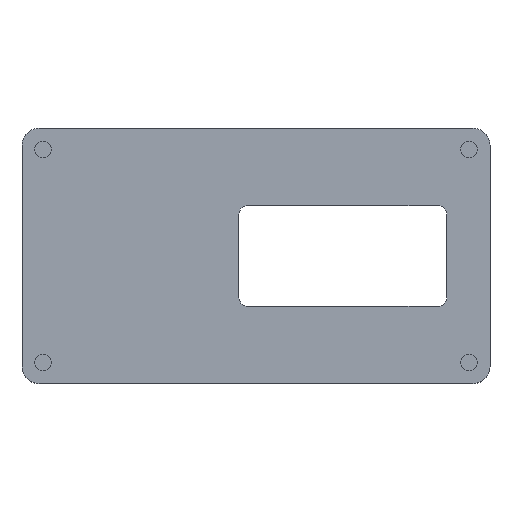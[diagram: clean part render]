
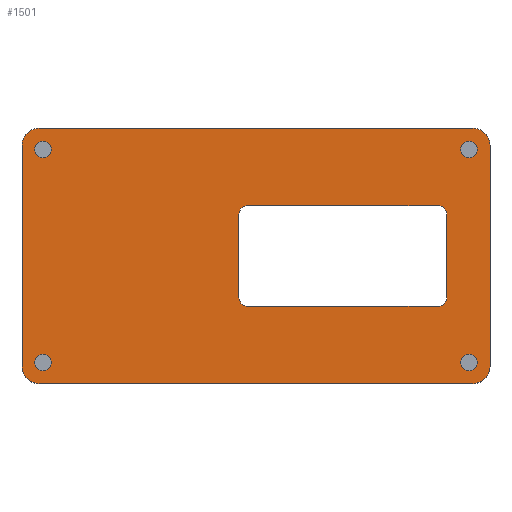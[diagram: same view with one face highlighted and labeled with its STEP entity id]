
A CAD part, top view. The second image highlights one B-rep face of the part: STEP entity #1501.
In plain terms, the highlighted planar face has unit normal (0, 0, 1).
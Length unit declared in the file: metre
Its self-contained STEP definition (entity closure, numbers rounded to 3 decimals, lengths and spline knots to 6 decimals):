
#73=CIRCLE('',#1618,0.000975);
#74=CIRCLE('',#1619,0.000975);
#75=CIRCLE('',#1620,0.000975);
#76=CIRCLE('',#1621,0.000975);
#77=CIRCLE('',#1622,0.002);
#78=CIRCLE('',#1623,0.002);
#79=CIRCLE('',#1624,0.002);
#80=CIRCLE('',#1625,0.002);
#81=CIRCLE('',#1626,0.001);
#82=CIRCLE('',#1627,0.001);
#83=CIRCLE('',#1628,0.001);
#84=CIRCLE('',#1629,0.001);
#179=ORIENTED_EDGE('',*,*,#625,.F.);
#180=ORIENTED_EDGE('',*,*,#626,.F.);
#181=ORIENTED_EDGE('',*,*,#627,.F.);
#182=ORIENTED_EDGE('',*,*,#628,.F.);
#183=ORIENTED_EDGE('',*,*,#629,.F.);
#184=ORIENTED_EDGE('',*,*,#630,.T.);
#185=ORIENTED_EDGE('',*,*,#631,.T.);
#186=ORIENTED_EDGE('',*,*,#632,.T.);
#187=ORIENTED_EDGE('',*,*,#633,.T.);
#188=ORIENTED_EDGE('',*,*,#634,.T.);
#189=ORIENTED_EDGE('',*,*,#635,.F.);
#190=ORIENTED_EDGE('',*,*,#636,.T.);
#191=ORIENTED_EDGE('',*,*,#637,.F.);
#192=ORIENTED_EDGE('',*,*,#638,.T.);
#193=ORIENTED_EDGE('',*,*,#639,.T.);
#194=ORIENTED_EDGE('',*,*,#640,.T.);
#195=ORIENTED_EDGE('',*,*,#641,.T.);
#196=ORIENTED_EDGE('',*,*,#642,.T.);
#197=ORIENTED_EDGE('',*,*,#643,.F.);
#198=ORIENTED_EDGE('',*,*,#644,.T.);
#625=EDGE_CURVE('',#848,#848,#73,.T.);
#626=EDGE_CURVE('',#849,#849,#74,.T.);
#627=EDGE_CURVE('',#850,#850,#75,.T.);
#628=EDGE_CURVE('',#851,#851,#76,.T.);
#629=EDGE_CURVE('',#852,#853,#986,.T.);
#630=EDGE_CURVE('',#852,#854,#77,.T.);
#631=EDGE_CURVE('',#854,#855,#987,.T.);
#632=EDGE_CURVE('',#855,#856,#78,.T.);
#633=EDGE_CURVE('',#856,#857,#988,.T.);
#634=EDGE_CURVE('',#857,#858,#79,.T.);
#635=EDGE_CURVE('',#859,#858,#989,.T.);
#636=EDGE_CURVE('',#859,#853,#80,.T.);
#637=EDGE_CURVE('',#860,#861,#990,.T.);
#638=EDGE_CURVE('',#860,#862,#81,.F.);
#639=EDGE_CURVE('',#862,#863,#991,.T.);
#640=EDGE_CURVE('',#863,#864,#82,.F.);
#641=EDGE_CURVE('',#864,#865,#992,.T.);
#642=EDGE_CURVE('',#865,#866,#83,.F.);
#643=EDGE_CURVE('',#867,#866,#993,.T.);
#644=EDGE_CURVE('',#867,#861,#84,.F.);
#848=VERTEX_POINT('',#2350);
#849=VERTEX_POINT('',#2352);
#850=VERTEX_POINT('',#2354);
#851=VERTEX_POINT('',#2356);
#852=VERTEX_POINT('',#2358);
#853=VERTEX_POINT('',#2359);
#854=VERTEX_POINT('',#2361);
#855=VERTEX_POINT('',#2363);
#856=VERTEX_POINT('',#2365);
#857=VERTEX_POINT('',#2367);
#858=VERTEX_POINT('',#2369);
#859=VERTEX_POINT('',#2371);
#860=VERTEX_POINT('',#2374);
#861=VERTEX_POINT('',#2375);
#862=VERTEX_POINT('',#2377);
#863=VERTEX_POINT('',#2379);
#864=VERTEX_POINT('',#2381);
#865=VERTEX_POINT('',#2383);
#866=VERTEX_POINT('',#2385);
#867=VERTEX_POINT('',#2387);
#986=LINE('',#2357,#1115);
#987=LINE('',#2362,#1116);
#988=LINE('',#2366,#1117);
#989=LINE('',#2370,#1118);
#990=LINE('',#2373,#1119);
#991=LINE('',#2378,#1120);
#992=LINE('',#2382,#1121);
#993=LINE('',#2386,#1122);
#1115=VECTOR('',#1839,1.);
#1116=VECTOR('',#1842,1.);
#1117=VECTOR('',#1845,1.);
#1118=VECTOR('',#1848,1.);
#1119=VECTOR('',#1851,1.);
#1120=VECTOR('',#1854,1.);
#1121=VECTOR('',#1857,1.);
#1122=VECTOR('',#1860,1.);
#1234=EDGE_LOOP('',(#179));
#1235=EDGE_LOOP('',(#180));
#1236=EDGE_LOOP('',(#181));
#1237=EDGE_LOOP('',(#182));
#1238=EDGE_LOOP('',(#183,#184,#185,#186,#187,#188,#189,#190));
#1239=EDGE_LOOP('',(#191,#192,#193,#194,#195,#196,#197,#198));
#1347=FACE_BOUND('',#1234,.T.);
#1348=FACE_BOUND('',#1235,.T.);
#1349=FACE_BOUND('',#1236,.T.);
#1350=FACE_BOUND('',#1237,.T.);
#1351=FACE_BOUND('',#1238,.T.);
#1352=FACE_BOUND('',#1239,.T.);
#1459=PLANE('',#1617);
#1501=ADVANCED_FACE('',(#1347,#1348,#1349,#1350,#1351,#1352),#1459,.T.);
#1617=AXIS2_PLACEMENT_3D('',#2348,#1829,#1830);
#1618=AXIS2_PLACEMENT_3D('',#2349,#1831,#1832);
#1619=AXIS2_PLACEMENT_3D('',#2351,#1833,#1834);
#1620=AXIS2_PLACEMENT_3D('',#2353,#1835,#1836);
#1621=AXIS2_PLACEMENT_3D('',#2355,#1837,#1838);
#1622=AXIS2_PLACEMENT_3D('',#2360,#1840,#1841);
#1623=AXIS2_PLACEMENT_3D('',#2364,#1843,#1844);
#1624=AXIS2_PLACEMENT_3D('',#2368,#1846,#1847);
#1625=AXIS2_PLACEMENT_3D('',#2372,#1849,#1850);
#1626=AXIS2_PLACEMENT_3D('',#2376,#1852,#1853);
#1627=AXIS2_PLACEMENT_3D('',#2380,#1855,#1856);
#1628=AXIS2_PLACEMENT_3D('',#2384,#1858,#1859);
#1629=AXIS2_PLACEMENT_3D('',#2388,#1861,#1862);
#1829=DIRECTION('',(0.,0.,1.));
#1830=DIRECTION('',(1.,0.,0.));
#1831=DIRECTION('',(0.,0.,1.));
#1832=DIRECTION('',(1.,0.,0.));
#1833=DIRECTION('',(0.,0.,1.));
#1834=DIRECTION('',(1.,0.,0.));
#1835=DIRECTION('',(0.,0.,1.));
#1836=DIRECTION('',(1.,0.,0.));
#1837=DIRECTION('',(0.,0.,1.));
#1838=DIRECTION('',(1.,0.,0.));
#1839=DIRECTION('',(0.,1.,0.));
#1840=DIRECTION('',(0.,0.,1.));
#1841=DIRECTION('',(1.,0.,0.));
#1842=DIRECTION('',(1.,0.,0.));
#1843=DIRECTION('',(0.,0.,1.));
#1844=DIRECTION('',(1.,0.,0.));
#1845=DIRECTION('',(0.,1.,0.));
#1846=DIRECTION('',(0.,0.,1.));
#1847=DIRECTION('',(1.,0.,0.));
#1848=DIRECTION('',(1.,0.,0.));
#1849=DIRECTION('',(0.,0.,1.));
#1850=DIRECTION('',(1.,0.,0.));
#1851=DIRECTION('',(1.,0.,0.));
#1852=DIRECTION('',(0.,0.,1.));
#1853=DIRECTION('',(1.,0.,0.));
#1854=DIRECTION('',(0.,1.,0.));
#1855=DIRECTION('',(0.,0.,1.));
#1856=DIRECTION('',(1.,0.,0.));
#1857=DIRECTION('',(1.,0.,0.));
#1858=DIRECTION('',(0.,0.,1.));
#1859=DIRECTION('',(1.,0.,0.));
#1860=DIRECTION('',(0.,1.,0.));
#1861=DIRECTION('',(0.,0.,1.));
#1862=DIRECTION('',(1.,0.,0.));
#2348=CARTESIAN_POINT('',(0.,0.,0.01315));
#2349=CARTESIAN_POINT('',(0.025025,0.012525,0.01315));
#2350=CARTESIAN_POINT('',(0.026,0.012525,0.01315));
#2351=CARTESIAN_POINT('',(0.025025,-0.012525,0.01315));
#2352=CARTESIAN_POINT('',(0.026,-0.012525,0.01315));
#2353=CARTESIAN_POINT('',(-0.025025,-0.012525,0.01315));
#2354=CARTESIAN_POINT('',(-0.02405,-0.012525,0.01315));
#2355=CARTESIAN_POINT('',(-0.025025,0.012525,0.01315));
#2356=CARTESIAN_POINT('',(-0.02405,0.012525,0.01315));
#2357=CARTESIAN_POINT('',(-0.0275,0.,0.01315));
#2358=CARTESIAN_POINT('',(-0.0275,-0.013,0.01315));
#2359=CARTESIAN_POINT('',(-0.0275,0.013,0.01315));
#2360=CARTESIAN_POINT('',(-0.0255,-0.013,0.01315));
#2361=CARTESIAN_POINT('',(-0.0255,-0.015,0.01315));
#2362=CARTESIAN_POINT('',(0.,-0.015,0.01315));
#2363=CARTESIAN_POINT('',(0.0255,-0.015,0.01315));
#2364=CARTESIAN_POINT('',(0.0255,-0.013,0.01315));
#2365=CARTESIAN_POINT('',(0.0275,-0.013,0.01315));
#2366=CARTESIAN_POINT('',(0.0275,0.,0.01315));
#2367=CARTESIAN_POINT('',(0.0275,0.013,0.01315));
#2368=CARTESIAN_POINT('',(0.0255,0.013,0.01315));
#2369=CARTESIAN_POINT('',(0.0255,0.015,0.01315));
#2370=CARTESIAN_POINT('',(0.,0.015,0.01315));
#2371=CARTESIAN_POINT('',(-0.0255,0.015,0.01315));
#2372=CARTESIAN_POINT('',(-0.0255,0.013,0.01315));
#2373=CARTESIAN_POINT('',(0.,-0.0059,0.01315));
#2374=CARTESIAN_POINT('',(-0.001,-0.0059,0.01315));
#2375=CARTESIAN_POINT('',(0.0214,-0.0059,0.01315));
#2376=CARTESIAN_POINT('',(-0.001,-0.0049,0.01315));
#2377=CARTESIAN_POINT('',(-0.002,-0.0049,0.01315));
#2378=CARTESIAN_POINT('',(-0.002,0.,0.01315));
#2379=CARTESIAN_POINT('',(-0.002,0.0049,0.01315));
#2380=CARTESIAN_POINT('',(-0.001,0.0049,0.01315));
#2381=CARTESIAN_POINT('',(-0.001,0.0059,0.01315));
#2382=CARTESIAN_POINT('',(0.,0.0059,0.01315));
#2383=CARTESIAN_POINT('',(0.0214,0.0059,0.01315));
#2384=CARTESIAN_POINT('',(0.0214,0.0049,0.01315));
#2385=CARTESIAN_POINT('',(0.0224,0.0049,0.01315));
#2386=CARTESIAN_POINT('',(0.0224,0.,0.01315));
#2387=CARTESIAN_POINT('',(0.0224,-0.0049,0.01315));
#2388=CARTESIAN_POINT('',(0.0214,-0.0049,0.01315));
